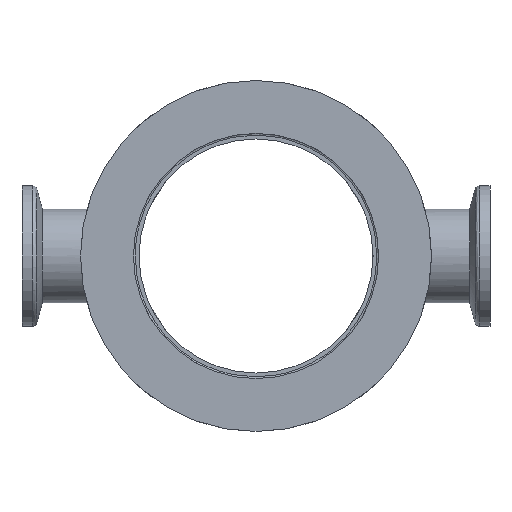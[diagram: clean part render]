
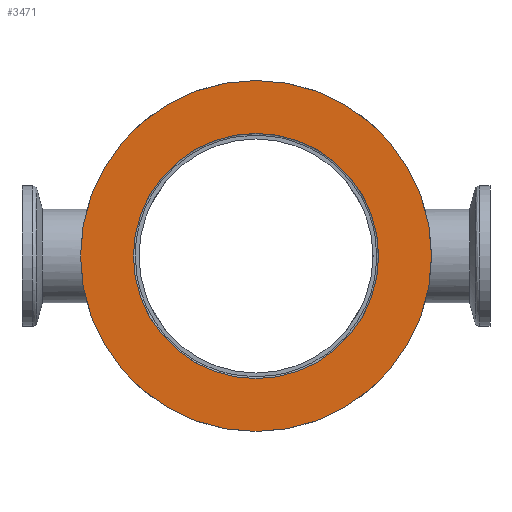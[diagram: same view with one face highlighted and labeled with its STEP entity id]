
A CAD part, left-side view. The second image highlights one B-rep face of the part: STEP entity #3471.
In plain terms, the highlighted face is planar.
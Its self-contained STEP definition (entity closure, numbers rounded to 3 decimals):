
#93 = DIRECTION ( 'NONE',  ( 1., 0., 0. ) ) ;
#235 = FACE_OUTER_BOUND ( 'NONE', #1356, .T. ) ;
#408 = CARTESIAN_POINT ( 'NONE',  ( 26.2, 5.1, 0. ) ) ;
#457 = EDGE_CURVE ( 'NONE', #2606, #2606, #1648, .T. ) ;
#981 = CARTESIAN_POINT ( 'NONE',  ( 37.5, 5.1, 0. ) ) ;
#994 = DIRECTION ( 'NONE',  ( -1., 0., 0. ) ) ;
#1039 = DIRECTION ( 'NONE',  ( 0., -1., 0. ) ) ;
#1356 = EDGE_LOOP ( 'NONE', ( #3380 ) ) ;
#1388 = EDGE_LOOP ( 'NONE', ( #3506 ) ) ;
#1648 = CIRCLE ( 'NONE', #3574, 37.5 ) ;
#1840 = DIRECTION ( 'NONE',  ( 0., 1., 0. ) ) ;
#1863 = CARTESIAN_POINT ( 'NONE',  ( 37.5, 5.1, 0. ) ) ;
#2032 = EDGE_CURVE ( 'NONE', #2700, #2700, #2709, .T. ) ;
#2074 = FACE_BOUND ( 'NONE', #1388, .T. ) ;
#2523 = DIRECTION ( 'NONE',  ( 1., 0., 0. ) ) ;
#2606 = VERTEX_POINT ( 'NONE', #1863 ) ;
#2700 = VERTEX_POINT ( 'NONE', #408 ) ;
#2709 = CIRCLE ( 'NONE', #3094, 26.2 ) ;
#2795 = CARTESIAN_POINT ( 'NONE',  ( 0., 5.1, 0. ) ) ;
#2977 = PLANE ( 'NONE',  #3241 ) ;
#3094 = AXIS2_PLACEMENT_3D ( 'NONE', #2795, #1039, #2523 ) ;
#3241 = AXIS2_PLACEMENT_3D ( 'NONE', #981, #3284, #994 ) ;
#3284 = DIRECTION ( 'NONE',  ( 0., 1., 0. ) ) ;
#3380 = ORIENTED_EDGE ( 'NONE', *, *, #457, .T. ) ;
#3471 = ADVANCED_FACE ( 'NONE', ( #2074, #235 ), #2977, .T. ) ;
#3506 = ORIENTED_EDGE ( 'NONE', *, *, #2032, .T. ) ;
#3574 = AXIS2_PLACEMENT_3D ( 'NONE', #3578, #1840, #93 ) ;
#3578 = CARTESIAN_POINT ( 'NONE',  ( 0., 5.1, 0. ) ) ;
